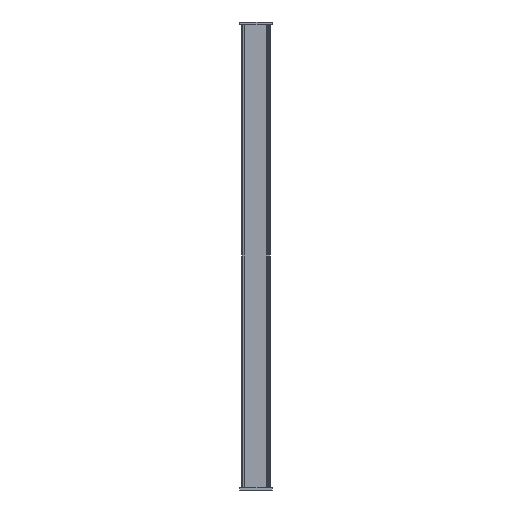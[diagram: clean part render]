
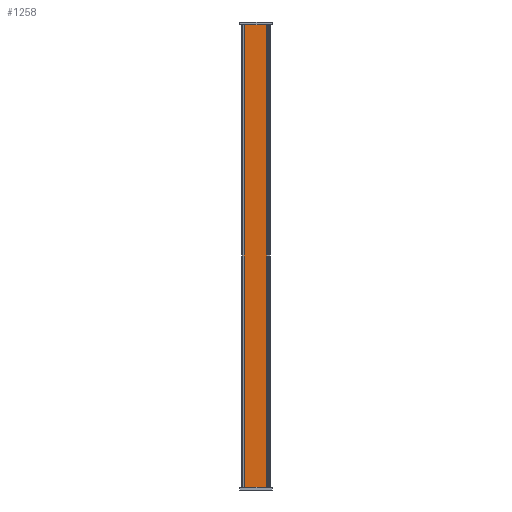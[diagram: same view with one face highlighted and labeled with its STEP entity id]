
A CAD part, left-side view. The second image highlights one B-rep face of the part: STEP entity #1258.
In plain terms, the highlighted planar face has unit normal (-0.999, 0.052, 0).
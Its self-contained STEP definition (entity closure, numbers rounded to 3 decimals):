
#53 = AXIS2_PLACEMENT_3D ( 'NONE', #639, #747, #144 ) ;
#69 = LINE ( 'NONE', #103, #708 ) ;
#88 = FACE_OUTER_BOUND ( 'NONE', #736, .T. ) ;
#103 = CARTESIAN_POINT ( 'NONE',  ( -1.161, -28.105, -500. ) ) ;
#144 = DIRECTION ( 'NONE',  ( 0.052, 0.999, 0. ) ) ;
#171 = CARTESIAN_POINT ( 'NONE',  ( 0.312, 0., 0. ) ) ;
#180 = EDGE_CURVE ( 'NONE', #1041, #1238, #69, .T. ) ;
#249 = VECTOR ( 'NONE', #1128, 1000. ) ;
#314 = DIRECTION ( 'NONE',  ( 0., 0., 1. ) ) ;
#366 = ORIENTED_EDGE ( 'NONE', *, *, #180, .T. ) ;
#394 = CARTESIAN_POINT ( 'NONE',  ( -1.161, -28.105, -500. ) ) ;
#445 = CARTESIAN_POINT ( 'NONE',  ( -1.161, -28.105, 0. ) ) ;
#449 = LINE ( 'NONE', #171, #943 ) ;
#500 = VERTEX_POINT ( 'NONE', #1145 ) ;
#526 = EDGE_CURVE ( 'NONE', #743, #500, #1301, .T. ) ;
#527 = LINE ( 'NONE', #918, #249 ) ;
#631 = EDGE_CURVE ( 'NONE', #1238, #500, #449, .T. ) ;
#639 = CARTESIAN_POINT ( 'NONE',  ( 0.312, 0., -500. ) ) ;
#690 = CARTESIAN_POINT ( 'NONE',  ( 0.163, -2.843, -500. ) ) ;
#708 = VECTOR ( 'NONE', #314, 1000. ) ;
#736 = EDGE_LOOP ( 'NONE', ( #1171, #1137, #866, #366 ) ) ;
#743 = VERTEX_POINT ( 'NONE', #690 ) ;
#747 = DIRECTION ( 'NONE',  ( 0.999, -0.052, 0. ) ) ;
#866 = ORIENTED_EDGE ( 'NONE', *, *, #1126, .F. ) ;
#918 = CARTESIAN_POINT ( 'NONE',  ( 0.312, 0., -500. ) ) ;
#933 = DIRECTION ( 'NONE',  ( 0., 0., 1. ) ) ;
#943 = VECTOR ( 'NONE', #1288, 1000. ) ;
#1039 = VECTOR ( 'NONE', #933, 1000. ) ;
#1041 = VERTEX_POINT ( 'NONE', #394 ) ;
#1126 = EDGE_CURVE ( 'NONE', #1041, #743, #527, .T. ) ;
#1128 = DIRECTION ( 'NONE',  ( 0.052, 0.999, 0. ) ) ;
#1137 = ORIENTED_EDGE ( 'NONE', *, *, #526, .F. ) ;
#1145 = CARTESIAN_POINT ( 'NONE',  ( 0.163, -2.843, 0. ) ) ;
#1171 = ORIENTED_EDGE ( 'NONE', *, *, #631, .T. ) ;
#1237 = CARTESIAN_POINT ( 'NONE',  ( 0.163, -2.843, -500. ) ) ;
#1238 = VERTEX_POINT ( 'NONE', #445 ) ;
#1241 = PLANE ( 'NONE',  #53 ) ;
#1258 = ADVANCED_FACE ( 'NONE', ( #88 ), #1241, .F. ) ;
#1288 = DIRECTION ( 'NONE',  ( 0.052, 0.999, 0. ) ) ;
#1301 = LINE ( 'NONE', #1237, #1039 ) ;
